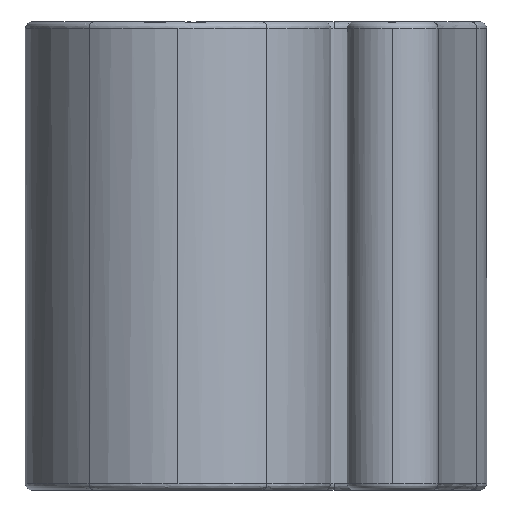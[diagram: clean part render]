
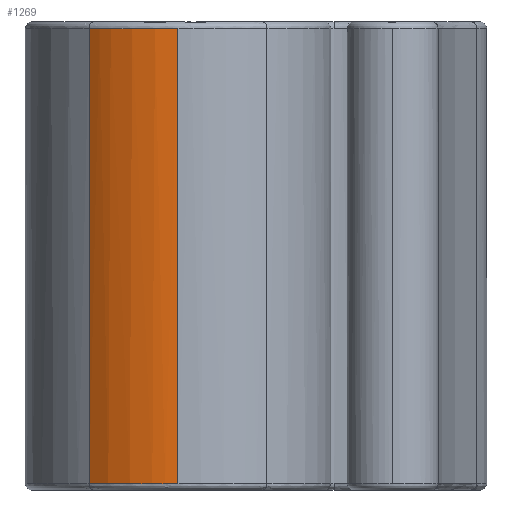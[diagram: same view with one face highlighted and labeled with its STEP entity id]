
A CAD part, left-side view. The second image highlights one B-rep face of the part: STEP entity #1269.
In plain terms, the highlighted free-form (B-spline) face has degree [2, 1] with [3, 2] control points.
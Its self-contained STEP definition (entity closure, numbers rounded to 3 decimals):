
#294 = VERTEX_POINT('',#295);
#295 = CARTESIAN_POINT('',(-51.188,9.821,
    10.43));
#301 = EDGE_CURVE('',#294,#302,#304,.T.);
#302 = VERTEX_POINT('',#303);
#303 = CARTESIAN_POINT('',(-51.188,9.821,
    -10.43));
#304 = B_SPLINE_CURVE_WITH_KNOTS('',1,(#305,#306),.UNSPECIFIED.,.F.,.F.,
  (2,2),(0.25,17.75),.PIECEWISE_BEZIER_KNOTS.);
#305 = CARTESIAN_POINT('',(-51.188,9.821,
    10.43));
#306 = CARTESIAN_POINT('',(-51.188,9.821,
    -10.43));
#1243 = VERTEX_POINT('',#1244);
#1244 = CARTESIAN_POINT('',(-49.769,13.894,
    -10.43));
#1250 = EDGE_CURVE('',#1251,#1243,#1253,.T.);
#1251 = VERTEX_POINT('',#1252);
#1252 = CARTESIAN_POINT('',(-49.769,13.894,
    10.43));
#1253 = B_SPLINE_CURVE_WITH_KNOTS('',1,(#1254,#1255),.UNSPECIFIED.,.F.,
  .F.,(2,2),(0.25,17.75),.PIECEWISE_BEZIER_KNOTS.);
#1254 = CARTESIAN_POINT('',(-49.769,13.894,
    10.43));
#1255 = CARTESIAN_POINT('',(-49.769,13.894,
    -10.43));
#1269 = ADVANCED_FACE('',(#1270),#1286,.T.);
#1270 = FACE_BOUND('',#1271,.T.);
#1271 = EDGE_LOOP('',(#1272,#1273,#1279,#1280));
#1272 = ORIENTED_EDGE('',*,*,#301,.F.);
#1273 = ORIENTED_EDGE('',*,*,#1274,.T.);
#1274 = EDGE_CURVE('',#294,#1251,#1275,.T.);
#1275 = ( BOUNDED_CURVE() B_SPLINE_CURVE(2,(#1276,#1277,#1278),
.UNSPECIFIED.,.F.,.F.) B_SPLINE_CURVE_WITH_KNOTS((3,3),(3.142,
3.812),.PIECEWISE_BEZIER_KNOTS.) CURVE() 
GEOMETRIC_REPRESENTATION_ITEM() RATIONAL_B_SPLINE_CURVE((1.,
0.944,1.)) REPRESENTATION_ITEM('') );
#1276 = CARTESIAN_POINT('',(-51.188,9.821,
    10.43));
#1277 = CARTESIAN_POINT('',(-51.188,12.105,
    10.43));
#1278 = CARTESIAN_POINT('',(-49.769,13.894,
    10.43));
#1279 = ORIENTED_EDGE('',*,*,#1250,.T.);
#1280 = ORIENTED_EDGE('',*,*,#1281,.T.);
#1281 = EDGE_CURVE('',#1243,#302,#1282,.T.);
#1282 = ( BOUNDED_CURVE() B_SPLINE_CURVE(2,(#1283,#1284,#1285),
.UNSPECIFIED.,.F.,.F.) B_SPLINE_CURVE_WITH_KNOTS((3,3),(2.471,
3.142),.PIECEWISE_BEZIER_KNOTS.) CURVE() 
GEOMETRIC_REPRESENTATION_ITEM() RATIONAL_B_SPLINE_CURVE((1.,
0.944,1.)) REPRESENTATION_ITEM('') );
#1283 = CARTESIAN_POINT('',(-49.769,13.894,
    -10.43));
#1284 = CARTESIAN_POINT('',(-51.188,12.105,
    -10.43));
#1285 = CARTESIAN_POINT('',(-51.188,9.821,
    -10.43));
#1286 = ( BOUNDED_SURFACE() B_SPLINE_SURFACE(2,1,(
    (#1287,#1288)
    ,(#1289,#1290)
    ,(#1291,#1292
)),.UNSPECIFIED.,.F.,.F.,.F.) B_SPLINE_SURFACE_WITH_KNOTS((3,3),(2,2),(
    0.,0.671),(0.25,17.75),.PIECEWISE_BEZIER_KNOTS.) 
GEOMETRIC_REPRESENTATION_ITEM() RATIONAL_B_SPLINE_SURFACE((
    (1.,1.)
    ,(0.944,0.944)
,(1.,1.))) REPRESENTATION_ITEM('') SURFACE() );
#1287 = CARTESIAN_POINT('',(-51.188,9.821,
    10.43));
#1288 = CARTESIAN_POINT('',(-51.188,9.821,
    -10.43));
#1289 = CARTESIAN_POINT('',(-51.188,12.105,
    10.43));
#1290 = CARTESIAN_POINT('',(-51.188,12.105,
    -10.43));
#1291 = CARTESIAN_POINT('',(-49.769,13.894,
    10.43));
#1292 = CARTESIAN_POINT('',(-49.769,13.894,
    -10.43));
